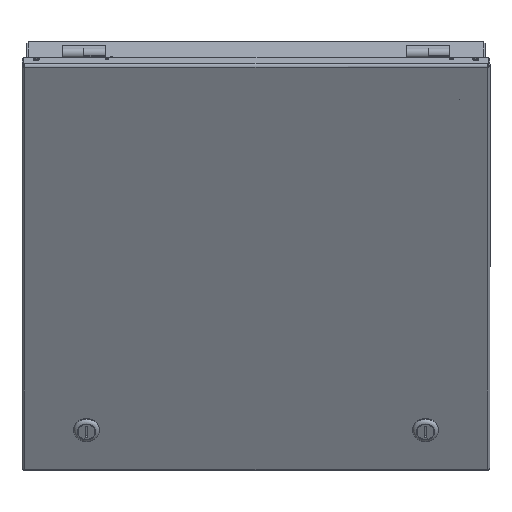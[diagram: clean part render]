
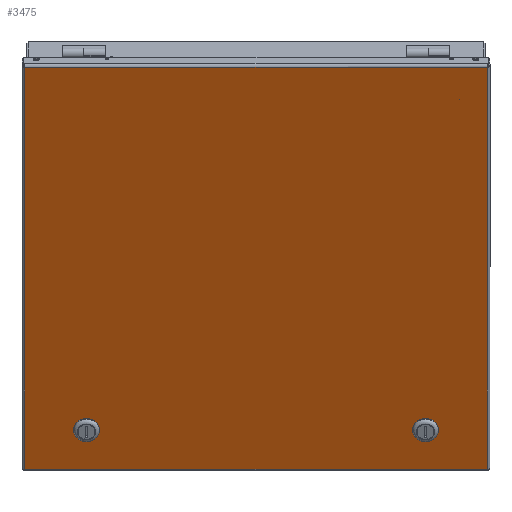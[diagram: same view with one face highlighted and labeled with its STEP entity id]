
A CAD part, top view. The second image highlights one B-rep face of the part: STEP entity #3475.
In plain terms, the highlighted face is planar.
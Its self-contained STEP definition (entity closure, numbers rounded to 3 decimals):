
#3475 = ADVANCED_FACE( '', ( #7935, #7936, #7937 ), #7938, .T. );
#7935 = FACE_BOUND( '', #22040, .T. );
#7936 = FACE_BOUND( '', #22041, .T. );
#7937 = FACE_OUTER_BOUND( '', #22042, .T. );
#7938 = PLANE( '', #22043 );
#22040 = EDGE_LOOP( '', ( #51759, #51760, #51761, #51762 ) );
#22041 = EDGE_LOOP( '', ( #51763, #51764, #51765, #51766 ) );
#22042 = EDGE_LOOP( '', ( #51767, #51768, #51769, #51770 ) );
#22043 = AXIS2_PLACEMENT_3D( '', #51771, #51772, #51773 );
#51759 = ORIENTED_EDGE( '', *, *, #64922, .F. );
#51760 = ORIENTED_EDGE( '', *, *, #67589, .F. );
#51761 = ORIENTED_EDGE( '', *, *, #67590, .F. );
#51762 = ORIENTED_EDGE( '', *, *, #66318, .F. );
#51763 = ORIENTED_EDGE( '', *, *, #65839, .F. );
#51764 = ORIENTED_EDGE( '', *, *, #67591, .F. );
#51765 = ORIENTED_EDGE( '', *, *, #67592, .F. );
#51766 = ORIENTED_EDGE( '', *, *, #67593, .F. );
#51767 = ORIENTED_EDGE( '', *, *, #67594, .T. );
#51768 = ORIENTED_EDGE( '', *, *, #66578, .F. );
#51769 = ORIENTED_EDGE( '', *, *, #67595, .T. );
#51770 = ORIENTED_EDGE( '', *, *, #67596, .T. );
#51771 = CARTESIAN_POINT( '', ( 0., 0., 1.524 ) );
#51772 = DIRECTION( '', ( 0., 0., 1. ) );
#51773 = DIRECTION( '', ( 1., 0., 0. ) );
#64922 = EDGE_CURVE( '', #70918, #70920, #70921, .T. );
#65839 = EDGE_CURVE( '', #72569, #72571, #72572, .T. );
#66318 = EDGE_CURVE( '', #70920, #73367, #73368, .T. );
#66578 = EDGE_CURVE( '', #73785, #73787, #73788, .T. );
#67589 = EDGE_CURVE( '', #75382, #70918, #75383, .T. );
#67590 = EDGE_CURVE( '', #73367, #75382, #75384, .T. );
#67591 = EDGE_CURVE( '', #75385, #72569, #75386, .T. );
#67592 = EDGE_CURVE( '', #75387, #75385, #75388, .T. );
#67593 = EDGE_CURVE( '', #72571, #75387, #75389, .T. );
#67594 = EDGE_CURVE( '', #72725, #73787, #75390, .T. );
#67595 = EDGE_CURVE( '', #73785, #75391, #75392, .T. );
#67596 = EDGE_CURVE( '', #75391, #72725, #75393, .T. );
#70918 = VERTEX_POINT( '', #80143 );
#70920 = VERTEX_POINT( '', #80146 );
#70921 = CIRCLE( '', #80147, 9.716 );
#72569 = VERTEX_POINT( '', #85228 );
#72571 = VERTEX_POINT( '', #85231 );
#72572 = CIRCLE( '', #85232, 9.716 );
#72725 = VERTEX_POINT( '', #85743 );
#73367 = VERTEX_POINT( '', #87359 );
#73368 = LINE( '', #87360, #87361 );
#73785 = VERTEX_POINT( '', #88670 );
#73787 = VERTEX_POINT( '', #88681 );
#73788 = LINE( '', #88682, #88683 );
#75382 = VERTEX_POINT( '', #93128 );
#75383 = LINE( '', #93129, #93130 );
#75384 = CIRCLE( '', #93131, 9.716 );
#75385 = VERTEX_POINT( '', #93132 );
#75386 = LINE( '', #93133, #93134 );
#75387 = VERTEX_POINT( '', #93135 );
#75388 = CIRCLE( '', #93136, 9.716 );
#75389 = LINE( '', #93137, #93138 );
#75390 = LINE( '', #93139, #93140 );
#75391 = VERTEX_POINT( '', #93141 );
#75392 = LINE( '', #93142, #93143 );
#75393 = LINE( '', #93144, #93145 );
#80143 = CARTESIAN_POINT( '', ( 144.716, -156.477, 1.524 ) );
#80146 = CARTESIAN_POINT( '', ( 144.716, -172.733, 1.524 ) );
#80147 = AXIS2_PLACEMENT_3D( '', #103982, #103983, #103984 );
#85228 = CARTESIAN_POINT( '', ( -155.36, -156.477, 1.524 ) );
#85231 = CARTESIAN_POINT( '', ( -155.36, -172.733, 1.524 ) );
#85232 = AXIS2_PLACEMENT_3D( '', #104418, #104419, #104420 );
#85743 = CARTESIAN_POINT( '', ( -204.851, -205.118, 1.524 ) );
#87359 = CARTESIAN_POINT( '', ( 155.36, -172.733, 1.524 ) );
#87360 = CARTESIAN_POINT( '', ( 144.716, -172.733, 1.524 ) );
#87361 = VECTOR( '', #104695, 1000. );
#88670 = CARTESIAN_POINT( '', ( 204.851, 205.118, 1.524 ) );
#88681 = CARTESIAN_POINT( '', ( 204.851, -205.118, 1.524 ) );
#88682 = CARTESIAN_POINT( '', ( 204.851, 205.118, 1.524 ) );
#88683 = VECTOR( '', #104849, 1000. );
#93128 = CARTESIAN_POINT( '', ( 155.36, -156.477, 1.524 ) );
#93129 = CARTESIAN_POINT( '', ( 144.716, -156.477, 1.524 ) );
#93130 = VECTOR( '', #105414, 1000. );
#93131 = AXIS2_PLACEMENT_3D( '', #105415, #105416, #105417 );
#93132 = CARTESIAN_POINT( '', ( -144.716, -156.477, 1.524 ) );
#93133 = CARTESIAN_POINT( '', ( -155.36, -156.477, 1.524 ) );
#93134 = VECTOR( '', #105418, 1000. );
#93135 = CARTESIAN_POINT( '', ( -144.716, -172.733, 1.524 ) );
#93136 = AXIS2_PLACEMENT_3D( '', #105419, #105420, #105421 );
#93137 = CARTESIAN_POINT( '', ( -155.36, -172.733, 1.524 ) );
#93138 = VECTOR( '', #105422, 1000. );
#93139 = CARTESIAN_POINT( '', ( 204.851, -205.118, 1.524 ) );
#93140 = VECTOR( '', #105423, 1000. );
#93141 = CARTESIAN_POINT( '', ( -204.851, 205.118, 1.524 ) );
#93142 = CARTESIAN_POINT( '', ( -207.188, 205.118, 1.524 ) );
#93143 = VECTOR( '', #105424, 1000. );
#93144 = CARTESIAN_POINT( '', ( -204.851, -207.455, 1.524 ) );
#93145 = VECTOR( '', #105425, 1000. );
#103982 = CARTESIAN_POINT( '', ( 150.038, -164.605, 1.524 ) );
#103983 = DIRECTION( '', ( 0., 0., 1. ) );
#103984 = DIRECTION( '', ( 0., 1., 0. ) );
#104418 = CARTESIAN_POINT( '', ( -150.038, -164.605, 1.524 ) );
#104419 = DIRECTION( '', ( 0., 0., 1. ) );
#104420 = DIRECTION( '', ( 0., 1., 0. ) );
#104695 = DIRECTION( '', ( 1., 0., 0. ) );
#104849 = DIRECTION( '', ( 0., -1., 0. ) );
#105414 = DIRECTION( '', ( -1., 0., 0. ) );
#105415 = CARTESIAN_POINT( '', ( 150.038, -164.605, 1.524 ) );
#105416 = DIRECTION( '', ( 0., 0., 1. ) );
#105417 = DIRECTION( '', ( 0., 1., 0. ) );
#105418 = DIRECTION( '', ( -1., 0., 0. ) );
#105419 = CARTESIAN_POINT( '', ( -150.038, -164.605, 1.524 ) );
#105420 = DIRECTION( '', ( 0., 0., 1. ) );
#105421 = DIRECTION( '', ( 0., 1., 0. ) );
#105422 = DIRECTION( '', ( 1., 0., 0. ) );
#105423 = DIRECTION( '', ( 1., 0., 0. ) );
#105424 = DIRECTION( '', ( -1., 0., 0. ) );
#105425 = DIRECTION( '', ( 0., -1., 0. ) );
